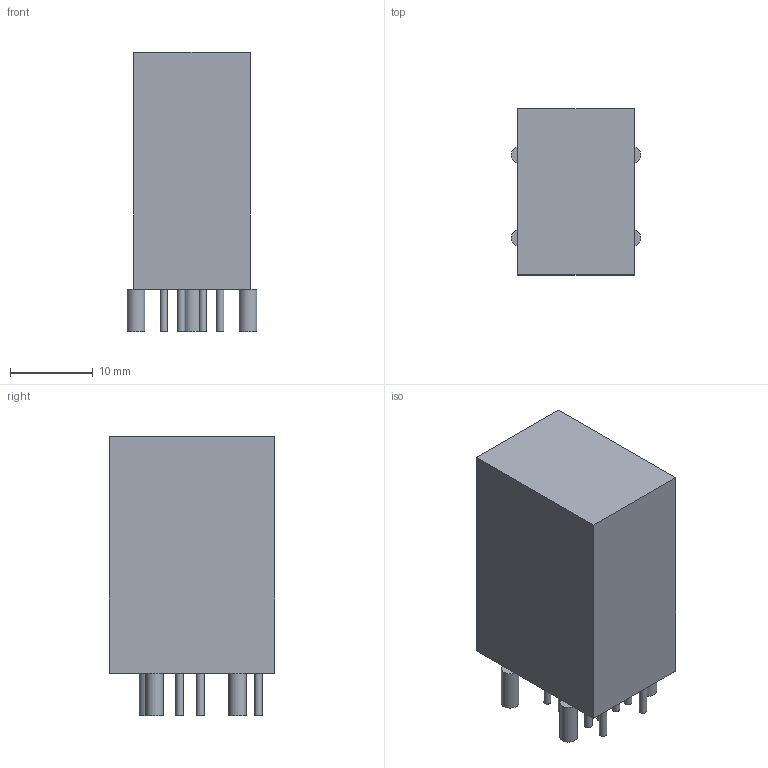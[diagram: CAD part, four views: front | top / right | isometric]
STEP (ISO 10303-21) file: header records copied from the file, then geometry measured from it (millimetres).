
FILE_DESCRIPTION(('FreeCAD Model'),'2;1');
FILE_NAME('2015104.1.7.stp','2023-05-26T15:24:17',( 'Author'),(''),'Open CASCADE STEP processor 6.9','FreeCAD','Unknown' );
FILE_SCHEMA(('AUTOMOTIVE_DESIGN { 1 0 10303 214 1 1 1 1 }'));
Length unit declared in the file: millimetre
Products named in the file (3): ASSEMBLY; Body; Leads
Assembly tree (2 placements, depth 2):
  ASSEMBLY
    Body
    Leads
Bounding box: 15.6 x 20 x 33.65 mm (x, y, z)
Volume: 8121.3 mm3; surface area: 2892.6 mm2
Topology: 18 solids, 18 shells, 57 faces, 63 edges, 42 vertices
Faces by surface type: plane 40, cylinder 17
Full cylindrical faces by diameter (mm): 0.9 x12, 2.1 x5
Entity records: 2088 total; most frequent: DIRECTION 343, CARTESIAN_POINT 291, ORIENTED_EDGE 126, PCURVE 126, DEFINITIONAL_REPRESENTATION 126, LINE 121, VECTOR 121, AXIS2_PLACEMENT_3D 94
